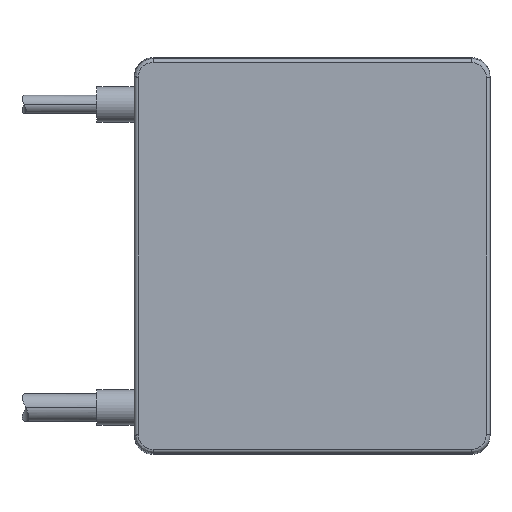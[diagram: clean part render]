
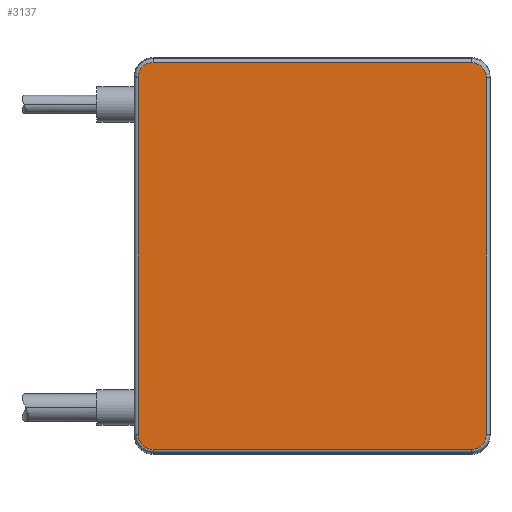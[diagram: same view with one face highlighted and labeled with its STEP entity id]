
A CAD part, front view. The second image highlights one B-rep face of the part: STEP entity #3137.
In plain terms, the highlighted planar face has unit normal (0, -1, 0).
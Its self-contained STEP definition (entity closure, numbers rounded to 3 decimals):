
#46=DIRECTION('',(0.,0.,-1.));
#47=VECTOR('',#46,95.335);
#48=CARTESIAN_POINT('',(-18.833,-7.85,47.668));
#49=LINE('',#48,#47);
#601=CARTESIAN_POINT('',(70.167,-7.85,-51.668));
#602=CARTESIAN_POINT('',(70.401,-7.85,-51.668));
#603=CARTESIAN_POINT('',(70.862,-7.85,-51.628));
#604=CARTESIAN_POINT('',(71.541,-7.85,-51.446));
#605=CARTESIAN_POINT('',(72.176,-7.85,-51.15));
#606=CARTESIAN_POINT('',(72.751,-7.85,-50.748));
#607=CARTESIAN_POINT('',(73.247,-7.85,-50.252));
#608=CARTESIAN_POINT('',(73.649,-7.85,-49.677));
#609=CARTESIAN_POINT('',(73.945,-7.85,-49.042));
#610=CARTESIAN_POINT('',(74.126,-7.85,-48.363));
#611=CARTESIAN_POINT('',(74.167,-7.85,-47.902));
#612=CARTESIAN_POINT('',(74.167,-7.85,-47.668));
#614=DIRECTION('',(1.,0.,0.));
#615=VECTOR('',#614,85.);
#616=CARTESIAN_POINT('',(-14.833,-7.85,-51.668));
#617=LINE('',#616,#615);
#618=CARTESIAN_POINT('',(-18.833,-7.85,-47.668));
#619=CARTESIAN_POINT('',(-18.833,-7.85,
-47.902));
#620=CARTESIAN_POINT('',(-18.793,-7.85,
-48.364));
#621=CARTESIAN_POINT('',(-18.612,-7.85,
-49.042));
#622=CARTESIAN_POINT('',(-18.315,-7.85,
-49.678));
#623=CARTESIAN_POINT('',(-17.913,-7.85,-50.252));
#624=CARTESIAN_POINT('',(-17.417,-7.85,-50.748));
#625=CARTESIAN_POINT('',(-16.843,-7.85,
-51.15));
#626=CARTESIAN_POINT('',(-16.208,-7.85,
-51.447));
#627=CARTESIAN_POINT('',(-15.529,-7.85,
-51.628));
#628=CARTESIAN_POINT('',(-15.068,-7.85,
-51.668));
#629=CARTESIAN_POINT('',(-14.833,-7.85,-51.668));
#631=CARTESIAN_POINT('',(-14.833,-7.85,51.668));
#632=CARTESIAN_POINT('',(-15.068,-7.85,51.668));
#633=CARTESIAN_POINT('',(-15.529,-7.85,51.628));
#634=CARTESIAN_POINT('',(-16.208,-7.85,51.446));
#635=CARTESIAN_POINT('',(-16.843,-7.85,51.15));
#636=CARTESIAN_POINT('',(-17.418,-7.85,50.748));
#637=CARTESIAN_POINT('',(-17.913,-7.85,50.252));
#638=CARTESIAN_POINT('',(-18.316,-7.85,49.677));
#639=CARTESIAN_POINT('',(-18.612,-7.85,49.042));
#640=CARTESIAN_POINT('',(-18.793,-7.85,48.363));
#641=CARTESIAN_POINT('',(-18.833,-7.85,47.902));
#642=CARTESIAN_POINT('',(-18.833,-7.85,47.668));
#644=DIRECTION('',(-1.,0.,0.));
#645=VECTOR('',#644,85.);
#646=CARTESIAN_POINT('',(70.167,-7.85,51.668));
#647=LINE('',#646,#645);
#648=CARTESIAN_POINT('',(74.167,-7.85,47.668));
#649=CARTESIAN_POINT('',(74.167,-7.85,47.902));
#650=CARTESIAN_POINT('',(74.126,-7.85,48.364));
#651=CARTESIAN_POINT('',(73.945,-7.85,49.042));
#652=CARTESIAN_POINT('',(73.648,-7.85,49.678));
#653=CARTESIAN_POINT('',(73.246,-7.85,50.252));
#654=CARTESIAN_POINT('',(72.75,-7.85,50.748));
#655=CARTESIAN_POINT('',(72.176,-7.85,51.15));
#656=CARTESIAN_POINT('',(71.541,-7.85,51.447));
#657=CARTESIAN_POINT('',(70.862,-7.85,51.628));
#658=CARTESIAN_POINT('',(70.401,-7.85,51.668));
#659=CARTESIAN_POINT('',(70.167,-7.85,51.668));
#661=DIRECTION('',(0.,0.,1.));
#662=VECTOR('',#661,95.335);
#663=CARTESIAN_POINT('',(74.167,-7.85,-47.668));
#664=LINE('',#663,#662);
#2095=VERTEX_POINT('',#601);
#2096=VERTEX_POINT('',#612);
#2097=CARTESIAN_POINT('',(74.167,-7.85,47.668));
#2098=VERTEX_POINT('',#2097);
#2099=VERTEX_POINT('',#659);
#2100=CARTESIAN_POINT('',(-14.833,-7.85,51.668));
#2101=VERTEX_POINT('',#2100);
#2106=VERTEX_POINT('',#642);
#2107=VERTEX_POINT('',#618);
#2108=VERTEX_POINT('',#629);
#3118=CARTESIAN_POINT('',(27.667,-7.85,0.));
#3119=DIRECTION('',(0.,1.,0.));
#3120=DIRECTION('',(-1.,0.,0.));
#3121=AXIS2_PLACEMENT_3D('',#3118,#3119,#3120);
#3122=PLANE('',#3121);
#3124=ORIENTED_EDGE('',*,*,#3123,.F.);
#3126=ORIENTED_EDGE('',*,*,#3125,.F.);
#3127=ORIENTED_EDGE('',*,*,#2912,.F.);
#3128=ORIENTED_EDGE('',*,*,#2383,.F.);
#3129=ORIENTED_EDGE('',*,*,#3008,.F.);
#3130=ORIENTED_EDGE('',*,*,#3102,.F.);
#3132=ORIENTED_EDGE('',*,*,#3131,.F.);
#3134=ORIENTED_EDGE('',*,*,#3133,.F.);
#3135=EDGE_LOOP('',(#3124,#3126,#3127,#3128,#3129,#3130,#3132,#3134));
#3136=FACE_OUTER_BOUND('',#3135,.F.);
#3137=ADVANCED_FACE('',(#3136),#3122,.F.);
#613=B_SPLINE_CURVE_WITH_KNOTS('',3,(#601,#602,#603,#604,#605,#606,#607,#608,
#609,#610,#611,#612),.UNSPECIFIED.,.F.,.F.,(4,1,1,1,1,1,1,1,1,4),(0.,
0.111,0.222,0.333,0.444,
0.556,0.667,0.778,0.889,1.),
.UNSPECIFIED.);
#630=B_SPLINE_CURVE_WITH_KNOTS('',3,(#618,#619,#620,#621,#622,#623,#624,#625,
#626,#627,#628,#629),.UNSPECIFIED.,.F.,.F.,(4,1,1,1,1,1,1,1,1,4),(0.,
0.111,0.222,0.333,0.444,
0.556,0.667,0.778,0.889,1.),
.UNSPECIFIED.);
#643=B_SPLINE_CURVE_WITH_KNOTS('',3,(#631,#632,#633,#634,#635,#636,#637,#638,
#639,#640,#641,#642),.UNSPECIFIED.,.F.,.F.,(4,1,1,1,1,1,1,1,1,4),(0.,
0.111,0.222,0.333,0.444,
0.556,0.667,0.778,0.889,1.),
.UNSPECIFIED.);
#660=B_SPLINE_CURVE_WITH_KNOTS('',3,(#648,#649,#650,#651,#652,#653,#654,#655,
#656,#657,#658,#659),.UNSPECIFIED.,.F.,.F.,(4,1,1,1,1,1,1,1,1,4),(0.,
0.111,0.222,0.333,0.444,
0.556,0.667,0.778,0.889,1.),
.UNSPECIFIED.);
#2383=EDGE_CURVE('',#2106,#2107,#49,.T.);
#2912=EDGE_CURVE('',#2107,#2108,#630,.T.);
#3008=EDGE_CURVE('',#2101,#2106,#643,.T.);
#3102=EDGE_CURVE('',#2099,#2101,#647,.T.);
#3123=EDGE_CURVE('',#2095,#2096,#613,.T.);
#3125=EDGE_CURVE('',#2108,#2095,#617,.T.);
#3131=EDGE_CURVE('',#2098,#2099,#660,.T.);
#3133=EDGE_CURVE('',#2096,#2098,#664,.T.);
